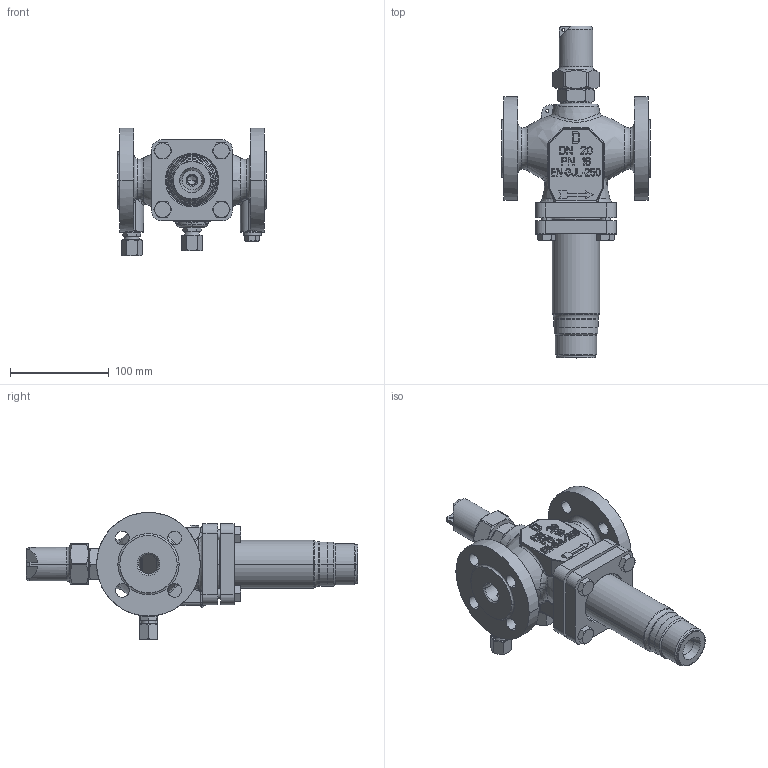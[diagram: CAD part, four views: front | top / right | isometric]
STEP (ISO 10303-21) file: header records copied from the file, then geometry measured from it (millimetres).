
FILE_DESCRIPTION((''),'2;1');
FILE_NAME('065B2655_ASM','2015-03-16T',('u317927'),('Danfoss'),'PRO/ENGINEER BY PARAMETRIC TECHNOLOGY CORPORATION, 2014000','PRO/ENGINEER BY PARAMETRIC TECHNOLOGY CORPORATION, 2014000','');
FILE_SCHEMA(('CONFIG_CONTROL_DESIGN'));
Length unit declared in the file: millimetre
Products named in the file (14): 8861841; 8861042; 8861045; 8861021; 5184021; ZVAR; 8861853; 5451354; 8861869; VIJAK_G1L4X12_ZAPIRALNI; PRIKLJUCEK_2; LABEL_PLATE_37X37; 5589607; 065B2655_ASM
Assembly tree (20 placements, depth 2):
  065B2655_ASM
    8861841
    8861042
    8861045
    8861021
    5184021  x4
    ZVAR
    8861853
    5451354
    8861869
    VIJAK_G1L4X12_ZAPIRALNI
    PRIKLJUCEK_2  x2
    LABEL_PLATE_37X37
    5589607  x4
Bounding box: 150 x 336.1 x 128.9 mm (x, y, z)
Volume: 854708.5 mm3; surface area: 244554.5 mm2
Topology: 22 solids, 43 shells, 1514 faces, 3872 edges, 2469 vertices
Faces by surface type: plane 739, cylinder 332, cone 173, bspline 103, torus 103, extrusion 54, sphere 10
Entity records: 49399 total; most frequent: CARTESIAN_POINT 16893, ORIENTED_EDGE 6848, DIRECTION 6364, EDGE_CURVE 3462, VERTEX_POINT 2212, AXIS2_PLACEMENT_3D 2124, VECTOR 2116, LINE 2062
